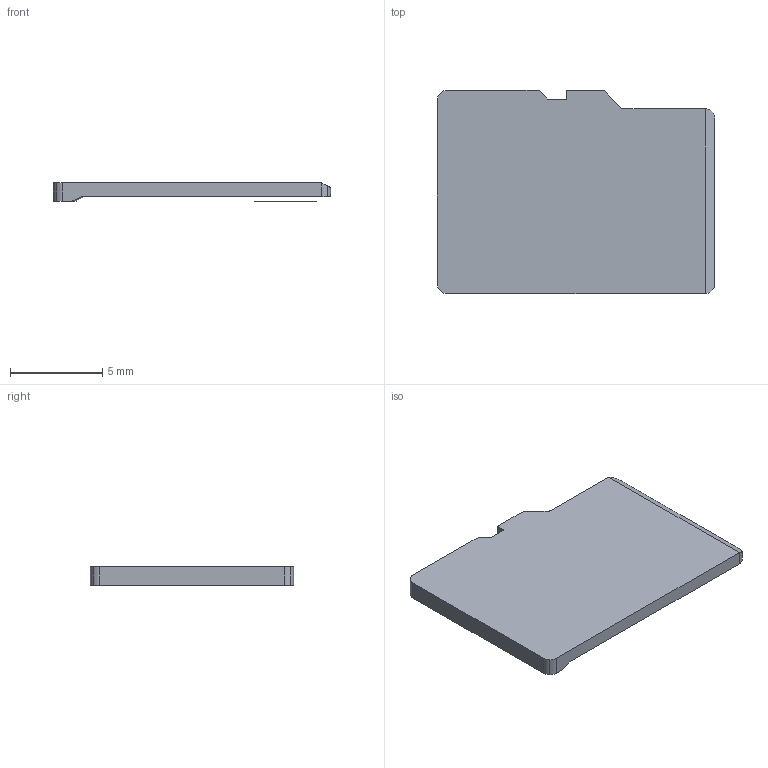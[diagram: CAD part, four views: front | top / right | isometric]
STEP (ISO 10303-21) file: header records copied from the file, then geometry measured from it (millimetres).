
FILE_DESCRIPTION(('HOOPS Exchange Step'),'2;1');
FILE_NAME('temp_export.step','2020-05-02T19:28:24+02:00',('mobile'),('Shapr3D Limited'),'HOOPS Exchange 2018.1','Shapr3D','Authorized');
FILE_SCHEMA( ('AP203_CONFIGURATION_CONTROLLED_3D_DESIGN_OF_MECHANICAL_PARTS_AND_ASSEMBLIES_MIM_LF') );
Length unit declared in the file: millimetre
Products named in the file (1): temp_export.x_b
Bounding box: 15 x 11 x 1 mm (x, y, z)
Volume: 122.5 mm3; surface area: 405.1 mm2
Topology: 9 solids, 9 shells, 107 faces, 265 edges, 176 vertices
Faces by surface type: plane 94, cylinder 12, cone 1
Entity records: 3198 total; most frequent: CARTESIAN_POINT 603, ORIENTED_EDGE 530, DIRECTION 497, EDGE_CURVE 265, VECTOR 237, LINE 237, VERTEX_POINT 176, AXIS2_PLACEMENT_3D 130
